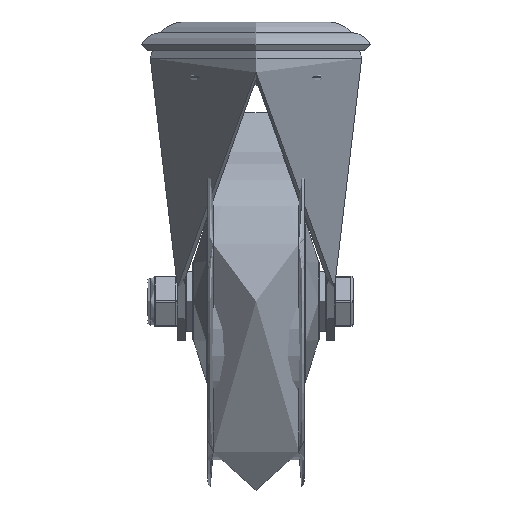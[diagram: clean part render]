
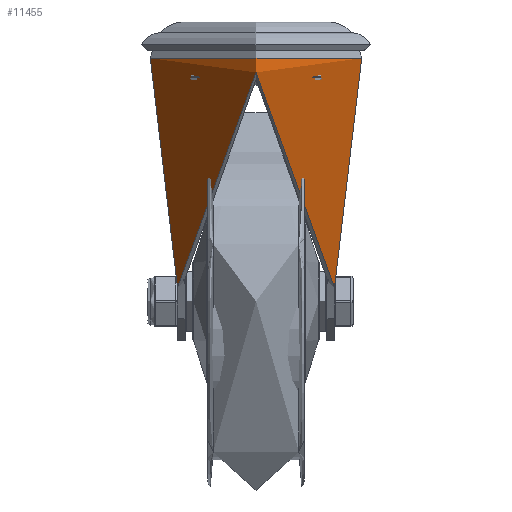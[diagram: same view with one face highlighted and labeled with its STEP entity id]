
A CAD part, left-side view. The second image highlights one B-rep face of the part: STEP entity #11455.
In plain terms, the highlighted cylindrical face has radius 35 mm (diameter 70 mm), a full revolution.
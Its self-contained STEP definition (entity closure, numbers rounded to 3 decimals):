
#209=B_SPLINE_CURVE_WITH_KNOTS('',3,(#16720,#16721,#16722,#16723,#16724,
#16725,#16726,#16727,#16728,#16729,#16730,#16731),.UNSPECIFIED.,.F.,.F.,
(4,2,2,2,2,4),(0.893,0.94,0.987,1.081,
1.216,1.35),.UNSPECIFIED.);
#210=B_SPLINE_CURVE_WITH_KNOTS('',3,(#16750,#16751,#16752,#16753,#16754,
#16755,#16756,#16757,#16758,#16759,#16760,#16761),.UNSPECIFIED.,.F.,.F.,
(4,2,2,2,2,4),(-0.457,-0.323,-0.188,
-0.094,-0.047,0.),.UNSPECIFIED.);
#211=B_SPLINE_CURVE_WITH_KNOTS('',3,(#16765,#16766,#16767,#16768,#16769,
#16770,#16771,#16772,#16773,#16774,#16775,#16776,#16777,#16778,#16779,#16780,
#16781,#16782,#16783,#16784,#16785,#16786,#16787,#16788,#16789,#16790,#16791,
#16792,#16793,#16794,#16795,#16796,#16797,#16798,#16799,#16800,#16801,#16802,
#16803,#16804,#16805,#16806,#16807,#16808,#16809,#16810,#16811,#16812,#16813,
#16814),.UNSPECIFIED.,.F.,.F.,(4,2,2,2,2,2,2,2,2,2,2,2,2,2,2,2,2,2,2,2,
2,2,2,2,4),(-24.709,-24.34,-23.155,-21.971,
-20.786,-19.761,-18.737,-17.712,
-16.688,-16.046,-15.403,-14.761,-14.119,
-13.477,-12.835,-12.192,-11.55,
-10.526,-9.501,-8.477,-7.452,
-6.268,-5.083,-3.898,-3.529),
 .UNSPECIFIED.);
#1452=CYLINDRICAL_SURFACE('',#12475,35.);
#1664=FACE_OUTER_BOUND('',#2402,.T.);
#2402=EDGE_LOOP('',(#8196,#8197,#8198,#8199,#8200,#8201,#8202,#8203,#8204,
#8205));
#3248=LINE('',#16747,#3954);
#3249=LINE('',#16763,#3955);
#3250=LINE('',#16815,#3956);
#3954=VECTOR('',#13739,35.);
#3955=VECTOR('',#13742,10.);
#3956=VECTOR('',#13743,10.);
#4710=CIRCLE('',#12472,35.);
#4711=CIRCLE('',#12473,35.);
#4712=CIRCLE('',#12476,35.);
#5198=VERTEX_POINT('',#16717);
#5199=VERTEX_POINT('',#16719);
#5201=VERTEX_POINT('',#16736);
#5202=VERTEX_POINT('',#16738);
#5204=VERTEX_POINT('',#16746);
#5205=VERTEX_POINT('',#16749);
#5206=VERTEX_POINT('',#16762);
#5207=VERTEX_POINT('',#16764);
#6366=EDGE_CURVE('',#5198,#5199,#209,.F.);
#6370=EDGE_CURVE('',#5202,#5201,#4710,.T.);
#6371=EDGE_CURVE('',#5198,#5202,#4711,.T.);
#6374=EDGE_CURVE('',#5202,#5204,#3248,.T.);
#6375=EDGE_CURVE('',#5204,#5204,#4712,.T.);
#6376=EDGE_CURVE('',#5205,#5201,#210,.F.);
#6377=EDGE_CURVE('',#5205,#5206,#3249,.T.);
#6378=EDGE_CURVE('',#5206,#5207,#211,.T.);
#6379=EDGE_CURVE('',#5207,#5199,#3250,.T.);
#8196=ORIENTED_EDGE('',*,*,#6371,.T.);
#8197=ORIENTED_EDGE('',*,*,#6374,.T.);
#8198=ORIENTED_EDGE('',*,*,#6375,.F.);
#8199=ORIENTED_EDGE('',*,*,#6374,.F.);
#8200=ORIENTED_EDGE('',*,*,#6370,.T.);
#8201=ORIENTED_EDGE('',*,*,#6376,.F.);
#8202=ORIENTED_EDGE('',*,*,#6377,.T.);
#8203=ORIENTED_EDGE('',*,*,#6378,.T.);
#8204=ORIENTED_EDGE('',*,*,#6379,.T.);
#8205=ORIENTED_EDGE('',*,*,#6366,.F.);
#11455=ADVANCED_FACE('',(#1664),#1452,.T.);
#12472=AXIS2_PLACEMENT_3D('',#16739,#13729,#13730);
#12473=AXIS2_PLACEMENT_3D('',#16740,#13731,#13732);
#12475=AXIS2_PLACEMENT_3D('',#16745,#13737,#13738);
#12476=AXIS2_PLACEMENT_3D('',#16748,#13740,#13741);
#13729=DIRECTION('center_axis',(0.,0.,1.));
#13730=DIRECTION('ref_axis',(-1.,0.,0.));
#13731=DIRECTION('center_axis',(0.,0.,1.));
#13732=DIRECTION('ref_axis',(-1.,0.,0.));
#13737=DIRECTION('center_axis',(0.,0.,-1.));
#13738=DIRECTION('ref_axis',(-1.,0.,0.));
#13739=DIRECTION('',(0.,0.,1.));
#13740=DIRECTION('center_axis',(0.,0.,1.));
#13741=DIRECTION('ref_axis',(-1.,0.,0.));
#13742=DIRECTION('',(0.,0.,-1.));
#13743=DIRECTION('',(0.,0.,1.));
#16717=CARTESIAN_POINT('',(25.937,-23.5,-4.));
#16719=CARTESIAN_POINT('',(23.431,-26.,-6.5));
#16720=CARTESIAN_POINT('Ctrl Pts',(23.431,-26.,-6.5));
#16721=CARTESIAN_POINT('Ctrl Pts',(23.431,-26.,-6.343));
#16722=CARTESIAN_POINT('Ctrl Pts',(23.447,-25.985,-6.184));
#16723=CARTESIAN_POINT('Ctrl Pts',(23.513,-25.926,-5.875));
#16724=CARTESIAN_POINT('Ctrl Pts',(23.562,-25.881,-5.724));
#16725=CARTESIAN_POINT('Ctrl Pts',(23.746,-25.713,-5.298));
#16726=CARTESIAN_POINT('Ctrl Pts',(23.919,-25.552,-5.049));
#16727=CARTESIAN_POINT('Ctrl Pts',(24.353,-25.14,-4.578));
#16728=CARTESIAN_POINT('Ctrl Pts',(24.663,-24.838,-4.358));
#16729=CARTESIAN_POINT('Ctrl Pts',(25.305,-24.184,-4.069));
#16730=CARTESIAN_POINT('Ctrl Pts',(25.637,-23.832,-4.));
#16731=CARTESIAN_POINT('Ctrl Pts',(25.937,-23.5,-4.));
#16736=CARTESIAN_POINT('',(25.937,23.5,-4.));
#16738=CARTESIAN_POINT('',(35.,0.,-4.));
#16739=CARTESIAN_POINT('Origin',(0.,0.,
-4.));
#16740=CARTESIAN_POINT('Origin',(0.,0.,
-4.));
#16745=CARTESIAN_POINT('Origin',(0.,0.,
0.));
#16746=CARTESIAN_POINT('',(35.,0.,-2.5));
#16747=CARTESIAN_POINT('',(35.,0.,0.));
#16748=CARTESIAN_POINT('Origin',(0.,0.,
-2.5));
#16749=CARTESIAN_POINT('',(23.431,26.,-6.5));
#16750=CARTESIAN_POINT('Ctrl Pts',(25.937,23.5,-4.));
#16751=CARTESIAN_POINT('Ctrl Pts',(25.637,23.832,-4.));
#16752=CARTESIAN_POINT('Ctrl Pts',(25.305,24.184,-4.069));
#16753=CARTESIAN_POINT('Ctrl Pts',(24.663,24.838,-4.358));
#16754=CARTESIAN_POINT('Ctrl Pts',(24.353,25.14,-4.578));
#16755=CARTESIAN_POINT('Ctrl Pts',(23.919,25.552,-5.049));
#16756=CARTESIAN_POINT('Ctrl Pts',(23.746,25.713,-5.298));
#16757=CARTESIAN_POINT('Ctrl Pts',(23.562,25.881,-5.724));
#16758=CARTESIAN_POINT('Ctrl Pts',(23.513,25.926,-5.875));
#16759=CARTESIAN_POINT('Ctrl Pts',(23.447,25.985,-6.184));
#16760=CARTESIAN_POINT('Ctrl Pts',(23.431,26.,-6.343));
#16761=CARTESIAN_POINT('Ctrl Pts',(23.431,26.,-6.5));
#16762=CARTESIAN_POINT('',(23.431,26.,-78.427));
#16763=CARTESIAN_POINT('',(23.431,26.,0.));
#16764=CARTESIAN_POINT('',(23.431,-26.,-78.427));
#16765=CARTESIAN_POINT('Ctrl Pts',(23.431,26.,-78.427));
#16766=CARTESIAN_POINT('Ctrl Pts',(22.807,26.563,-77.461));
#16767=CARTESIAN_POINT('Ctrl Pts',(22.166,27.099,-76.479));
#16768=CARTESIAN_POINT('Ctrl Pts',(19.404,29.251,-72.287));
#16769=CARTESIAN_POINT('Ctrl Pts',(17.141,30.626,-68.953));
#16770=CARTESIAN_POINT('Ctrl Pts',(12.417,32.827,-62.222));
#16771=CARTESIAN_POINT('Ctrl Pts',(9.956,33.651,-58.825));
#16772=CARTESIAN_POINT('Ctrl Pts',(4.977,34.738,-52.171));
#16773=CARTESIAN_POINT('Ctrl Pts',(2.46,35.,-48.915));
#16774=CARTESIAN_POINT('Ctrl Pts',(-2.127,35.,-43.154));
#16775=CARTESIAN_POINT('Ctrl Pts',(-4.383,34.804,-40.391));
#16776=CARTESIAN_POINT('Ctrl Pts',(-9.,33.905,-34.89));
#16777=CARTESIAN_POINT('Ctrl Pts',(-11.361,33.201,-32.153));
#16778=CARTESIAN_POINT('Ctrl Pts',(-16.018,31.222,-26.892));
#16779=CARTESIAN_POINT('Ctrl Pts',(-18.315,29.946,-24.366));
#16780=CARTESIAN_POINT('Ctrl Pts',(-22.669,26.802,-19.686));
#16781=CARTESIAN_POINT('Ctrl Pts',(-24.725,24.934,-17.532));
#16782=CARTESIAN_POINT('Ctrl Pts',(-27.729,21.43,-14.44));
#16783=CARTESIAN_POINT('Ctrl Pts',(-28.866,19.893,-13.285));
#16784=CARTESIAN_POINT('Ctrl Pts',(-30.934,16.495,-11.205));
#16785=CARTESIAN_POINT('Ctrl Pts',(-31.865,14.633,-10.28));
#16786=CARTESIAN_POINT('Ctrl Pts',(-33.396,10.685,-8.769));
#16787=CARTESIAN_POINT('Ctrl Pts',(-33.998,8.593,-8.181));
#16788=CARTESIAN_POINT('Ctrl Pts',(-34.8,4.322,-7.399));
#16789=CARTESIAN_POINT('Ctrl Pts',(-35.,2.141,-7.205));
#16790=CARTESIAN_POINT('Ctrl Pts',(-35.,-2.141,-7.205));
#16791=CARTESIAN_POINT('Ctrl Pts',(-34.8,-4.322,
-7.399));
#16792=CARTESIAN_POINT('Ctrl Pts',(-33.998,-8.593,-8.181));
#16793=CARTESIAN_POINT('Ctrl Pts',(-33.396,-10.685,
-8.769));
#16794=CARTESIAN_POINT('Ctrl Pts',(-31.865,-14.633,-10.28));
#16795=CARTESIAN_POINT('Ctrl Pts',(-30.934,-16.495,
-11.205));
#16796=CARTESIAN_POINT('Ctrl Pts',(-28.866,-19.893,
-13.285));
#16797=CARTESIAN_POINT('Ctrl Pts',(-27.729,-21.43,
-14.44));
#16798=CARTESIAN_POINT('Ctrl Pts',(-24.725,-24.934,
-17.532));
#16799=CARTESIAN_POINT('Ctrl Pts',(-22.669,-26.802,
-19.686));
#16800=CARTESIAN_POINT('Ctrl Pts',(-18.315,-29.946,-24.366));
#16801=CARTESIAN_POINT('Ctrl Pts',(-16.018,-31.222,
-26.892));
#16802=CARTESIAN_POINT('Ctrl Pts',(-11.361,-33.201,
-32.153));
#16803=CARTESIAN_POINT('Ctrl Pts',(-9.,-33.905,
-34.89));
#16804=CARTESIAN_POINT('Ctrl Pts',(-4.383,-34.804,
-40.391));
#16805=CARTESIAN_POINT('Ctrl Pts',(-2.127,-35.,-43.154));
#16806=CARTESIAN_POINT('Ctrl Pts',(2.46,-35.,-48.915));
#16807=CARTESIAN_POINT('Ctrl Pts',(4.977,-34.738,-52.171));
#16808=CARTESIAN_POINT('Ctrl Pts',(9.956,-33.651,-58.825));
#16809=CARTESIAN_POINT('Ctrl Pts',(12.417,-32.827,-62.222));
#16810=CARTESIAN_POINT('Ctrl Pts',(17.141,-30.626,-68.953));
#16811=CARTESIAN_POINT('Ctrl Pts',(19.404,-29.251,-72.287));
#16812=CARTESIAN_POINT('Ctrl Pts',(22.166,-27.099,-76.479));
#16813=CARTESIAN_POINT('Ctrl Pts',(22.807,-26.563,-77.461));
#16814=CARTESIAN_POINT('Ctrl Pts',(23.431,-26.,-78.427));
#16815=CARTESIAN_POINT('',(23.431,-26.,0.));
